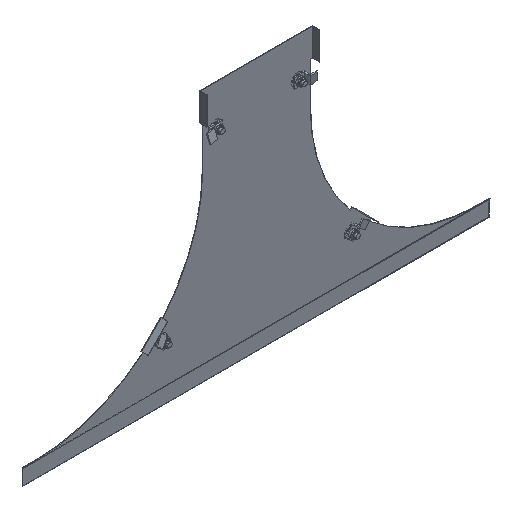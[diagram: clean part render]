
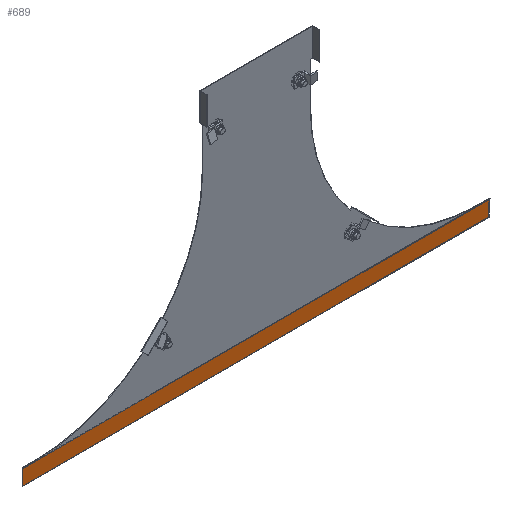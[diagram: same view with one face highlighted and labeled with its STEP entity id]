
A CAD part, isometric view. The second image highlights one B-rep face of the part: STEP entity #689.
In plain terms, the highlighted planar face has unit normal (0, -1, 0).
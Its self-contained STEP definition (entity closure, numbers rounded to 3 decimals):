
#18 = VERTEX_POINT ( 'NONE', #3673 ) ;
#161 = DIRECTION ( 'NONE',  ( 0., 0., 1. ) ) ;
#196 = CARTESIAN_POINT ( 'NONE',  ( 420., 0.5, -430.914 ) ) ;
#256 = VECTOR ( 'NONE', #4117, 1000. ) ;
#495 = EDGE_CURVE ( 'NONE', #3859, #18, #1366, .T. ) ;
#591 = VECTOR ( 'NONE', #5511, 1000. ) ;
#671 = FACE_OUTER_BOUND ( 'NONE', #793, .T. ) ;
#689 = ADVANCED_FACE ( 'NONE', ( #671 ), #5957, .T. ) ;
#725 = VERTEX_POINT ( 'NONE', #5838 ) ;
#793 = EDGE_LOOP ( 'NONE', ( #5815, #2627, #1043, #3875 ) ) ;
#1043 = ORIENTED_EDGE ( 'NONE', *, *, #5382, .T. ) ;
#1068 = CARTESIAN_POINT ( 'NONE',  ( 400., 0.5, -124.728 ) ) ;
#1366 = LINE ( 'NONE', #1415, #256 ) ;
#1415 = CARTESIAN_POINT ( 'NONE',  ( 400., 0.5, -458. ) ) ;
#1747 = AXIS2_PLACEMENT_3D ( 'NONE', #1068, #2680, #2105 ) ;
#2012 = LINE ( 'NONE', #4587, #3909 ) ;
#2015 = VECTOR ( 'NONE', #161, 1000. ) ;
#2105 = DIRECTION ( 'NONE',  ( 0., 0., -1. ) ) ;
#2306 = LINE ( 'NONE', #196, #2015 ) ;
#2589 = EDGE_CURVE ( 'NONE', #2698, #3859, #2658, .T. ) ;
#2627 = ORIENTED_EDGE ( 'NONE', *, *, #495, .T. ) ;
#2658 = LINE ( 'NONE', #3465, #591 ) ;
#2680 = DIRECTION ( 'NONE',  ( 0., -1., 0. ) ) ;
#2698 = VERTEX_POINT ( 'NONE', #5901 ) ;
#3465 = CARTESIAN_POINT ( 'NONE',  ( -420., 0.5, -124.728 ) ) ;
#3673 = CARTESIAN_POINT ( 'NONE',  ( 420., 0.5, -458. ) ) ;
#3859 = VERTEX_POINT ( 'NONE', #5416 ) ;
#3875 = ORIENTED_EDGE ( 'NONE', *, *, #4064, .F. ) ;
#3909 = VECTOR ( 'NONE', #4576, 1000. ) ;
#4064 = EDGE_CURVE ( 'NONE', #2698, #725, #2012, .T. ) ;
#4117 = DIRECTION ( 'NONE',  ( 1., 0., 0. ) ) ;
#4576 = DIRECTION ( 'NONE',  ( 1., 0., 0. ) ) ;
#4587 = CARTESIAN_POINT ( 'NONE',  ( 400., 0.5, -430.5 ) ) ;
#5382 = EDGE_CURVE ( 'NONE', #18, #725, #2306, .T. ) ;
#5416 = CARTESIAN_POINT ( 'NONE',  ( -420., 0.5, -458. ) ) ;
#5511 = DIRECTION ( 'NONE',  ( 0., 0., -1. ) ) ;
#5815 = ORIENTED_EDGE ( 'NONE', *, *, #2589, .T. ) ;
#5838 = CARTESIAN_POINT ( 'NONE',  ( 420., 0.5, -430.5 ) ) ;
#5901 = CARTESIAN_POINT ( 'NONE',  ( -420., 0.5, -430.5 ) ) ;
#5957 = PLANE ( 'NONE',  #1747 ) ;
